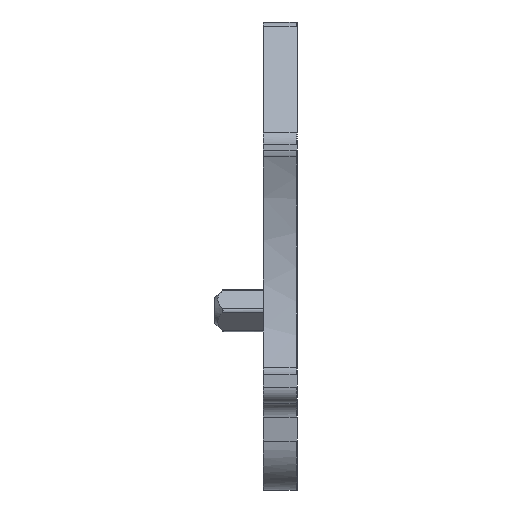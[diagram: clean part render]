
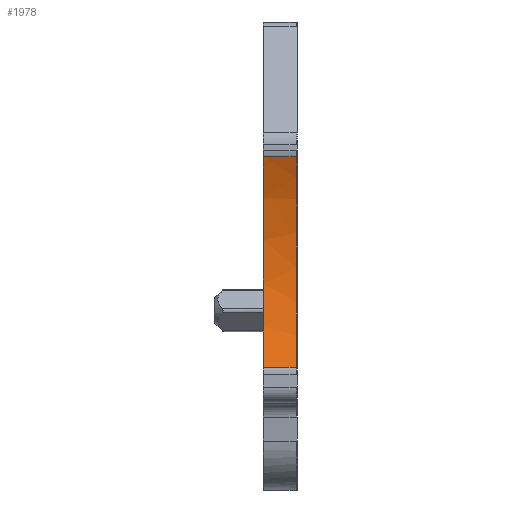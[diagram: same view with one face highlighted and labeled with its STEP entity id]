
A CAD part, front view. The second image highlights one B-rep face of the part: STEP entity #1978.
In plain terms, the highlighted cylindrical face has radius 15.97 mm (diameter 31.939 mm), a partial arc.
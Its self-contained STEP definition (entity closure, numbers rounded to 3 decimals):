
#826=AXIS2_PLACEMENT_3D('Circle Axis2P3D',#824,#825,$) ;
#1965=AXIS2_PLACEMENT_3D('Cylinder Axis2P3D',#1962,#1963,#1964) ;
#702=CARTESIAN_POINT('Vertex',(5.05,0.088,20.722)) ;
#743=CARTESIAN_POINT('Control Point',(5.05,0.088,7.593)) ;
#744=CARTESIAN_POINT('Control Point',(5.05,1.479,10.676)) ;
#745=CARTESIAN_POINT('Control Point',(5.05,1.999,14.157)) ;
#746=CARTESIAN_POINT('Control Point',(5.05,1.479,17.638)) ;
#747=CARTESIAN_POINT('Control Point',(5.05,0.088,20.722)) ;
#748=CARTESIAN_POINT('Vertex',(5.05,0.088,7.593)) ;
#819=CARTESIAN_POINT('Vertex',(3.,0.088,7.593)) ;
#824=CARTESIAN_POINT('Axis2P3D Location',(3.,-14.469,14.157)) ;
#828=CARTESIAN_POINT('Vertex',(3.,0.088,20.722)) ;
#1945=CARTESIAN_POINT('Line Origine',(4.05,0.088,7.593)) ;
#1962=CARTESIAN_POINT('Axis2P3D Location',(4.05,-14.469,14.157)) ;
#1967=CARTESIAN_POINT('Line Origine',(4.05,0.088,20.722)) ;
#825=DIRECTION('Axis2P3D Direction',(1.,0.,0.)) ;
#1946=DIRECTION('Vector Direction',(1.,0.,0.)) ;
#1963=DIRECTION('Axis2P3D Direction',(1.,0.,0.)) ;
#1964=DIRECTION('Axis2P3D XDirection',(0.,0.912,-0.411)) ;
#1968=DIRECTION('Vector Direction',(1.,0.,0.)) ;
#1947=VECTOR('Line Direction',#1946,1.) ;
#1969=VECTOR('Line Direction',#1968,1.) ;
#1973=ORIENTED_EDGE('',*,*,#830,.F.) ;
#1974=ORIENTED_EDGE('',*,*,#1949,.T.) ;
#1975=ORIENTED_EDGE('',*,*,#750,.T.) ;
#1976=ORIENTED_EDGE('',*,*,#1971,.F.) ;
#1978=ADVANCED_FACE('ALEP_2C_2-5',(#1977),#1966,.F.) ;
#742=B_SPLINE_CURVE_WITH_KNOTS('',4,(#743,#744,#745,#746,#747),.UNSPECIFIED.,.F.,.U.,(5,5),(0.,19.134),.UNSPECIFIED.) ;
#827=CIRCLE('generated circle',#826,15.969) ;
#1966=CYLINDRICAL_SURFACE('generated cylinder',#1965,15.969) ;
#750=EDGE_CURVE('',#749,#703,#742,.T.) ;
#830=EDGE_CURVE('',#820,#829,#827,.T.) ;
#1949=EDGE_CURVE('',#820,#749,#1948,.T.) ;
#1971=EDGE_CURVE('',#829,#703,#1970,.T.) ;
#1972=EDGE_LOOP('',(#1973,#1974,#1975,#1976)) ;
#1977=FACE_OUTER_BOUND('',#1972,.T.) ;
#1948=LINE('Line',#1945,#1947) ;
#1970=LINE('Line',#1967,#1969) ;
#703=VERTEX_POINT('',#702) ;
#749=VERTEX_POINT('',#748) ;
#820=VERTEX_POINT('',#819) ;
#829=VERTEX_POINT('',#828) ;
